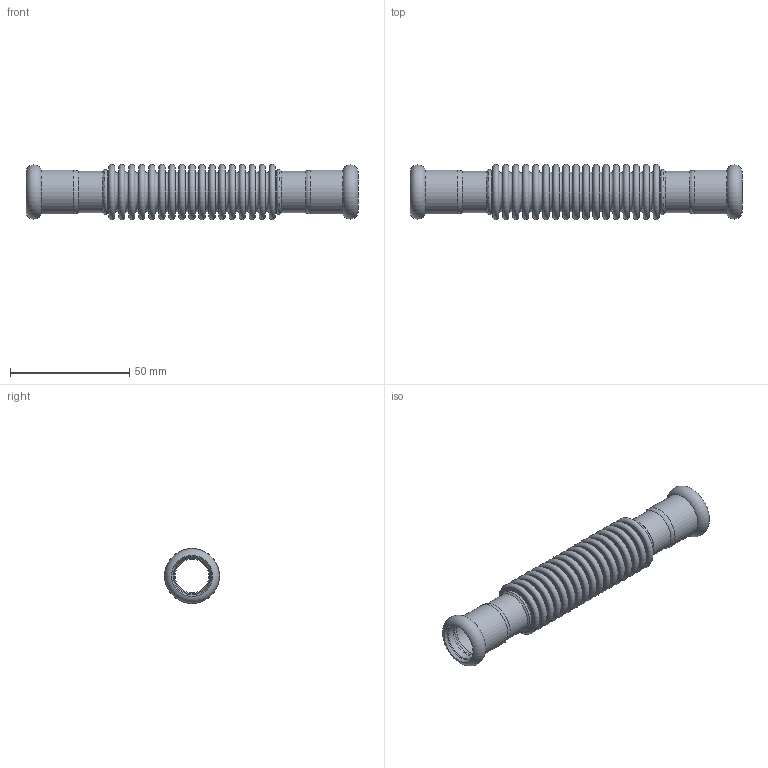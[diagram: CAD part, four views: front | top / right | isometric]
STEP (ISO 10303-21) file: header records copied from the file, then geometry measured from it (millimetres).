
FILE_DESCRIPTION(/* description */ (''),/* implementation_level */ '2;1');
FILE_NAME(/* name */ '199015000_Inoxpres.stp',/* time_stamp */ '2022-10-13T08:07:05+02:00',/* author */ ('Vault'),/* organization */ ('Raccorderie metalliche s.p.a. '),/* preprocessor_version */ 'ST-DEVELOPER v18.1',/* originating_system */ 'Autodesk Inventor 2020',/* authorisation */ 'Raccorderie metalliche s.p.a. ');
FILE_SCHEMA (('AUTOMOTIVE_DESIGN { 1 0 10303 214 3 1 1 }'));
Length unit declared in the file: millimetre
Products named in the file (1): 199015000_Inoxpres
Bounding box: 139 x 23.1 x 23.1 mm (x, y, z)
Volume: 10773.4 mm3; surface area: 26800.1 mm2
Topology: 1 solids, 1 shells, 182 faces, 481 edges, 375 vertices
Faces by surface type: torus 84, plane 76, cylinder 16, cone 6
Full cylindrical faces by diameter (mm): 14.2 x2, 15.3 x4, 15.7 x4, 16.2 x2, 17.2 x2, 18.3 x2
Entity records: 6233 total; most frequent: DIRECTION 1306, CARTESIAN_POINT 1039, ORIENTED_EDGE 962, AXIS2_PLACEMENT_3D 642, EDGE_CURVE 481, CIRCLE 459, VERTEX_POINT 375, EDGE_LOOP 258
